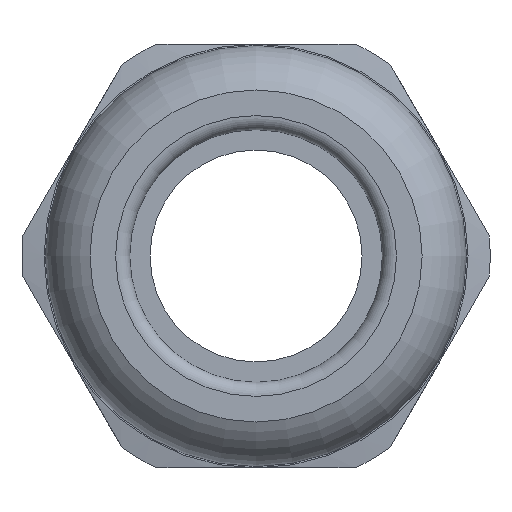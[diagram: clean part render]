
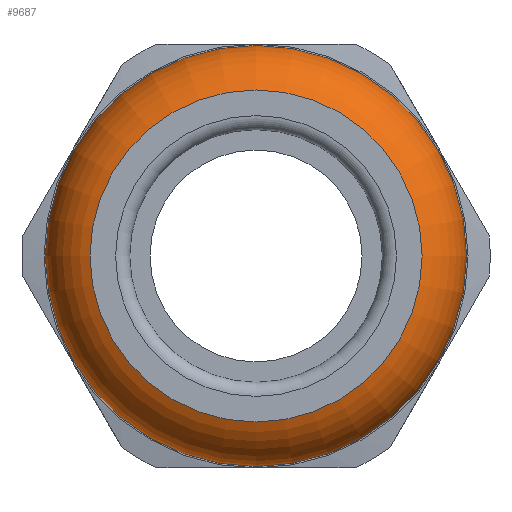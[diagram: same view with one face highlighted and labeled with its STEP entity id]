
A CAD part, left-side view. The second image highlights one B-rep face of the part: STEP entity #9687.
In plain terms, the highlighted toroidal (fillet/blend) face has major radius 7.93 mm and minor radius 4 mm.
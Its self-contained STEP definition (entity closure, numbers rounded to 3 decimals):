
#62=TOROIDAL_SURFACE('',#10580,7.93,4.);
#2554=FACE_BOUND('',#3639,.T.);
#3063=FACE_OUTER_BOUND('',#3638,.T.);
#3638=EDGE_LOOP('',(#9019));
#3639=EDGE_LOOP('',(#9020));
#4009=CIRCLE('',#10535,9.4);
#4032=CIRCLE('',#10581,11.9);
#4932=VERTEX_POINT('',#16405);
#4969=VERTEX_POINT('',#16572);
#6295=EDGE_CURVE('',#4932,#4932,#4009,.T.);
#6354=EDGE_CURVE('',#4969,#4969,#4032,.T.);
#9019=ORIENTED_EDGE('',*,*,#6354,.F.);
#9020=ORIENTED_EDGE('',*,*,#6295,.T.);
#9687=ADVANCED_FACE('',(#3063,#2554),#62,.T.);
#10535=AXIS2_PLACEMENT_3D('',#16406,#13140,#13141);
#10580=AXIS2_PLACEMENT_3D('',#16571,#13242,#13243);
#10581=AXIS2_PLACEMENT_3D('',#16573,#13244,#13245);
#13140=DIRECTION('center_axis',(1.,0.,0.));
#13141=DIRECTION('ref_axis',(0.,0.,-1.));
#13242=DIRECTION('center_axis',(1.,0.,0.));
#13243=DIRECTION('ref_axis',(0.,0.,-1.));
#13244=DIRECTION('center_axis',(1.,0.,0.));
#13245=DIRECTION('ref_axis',(0.,0.,-1.));
#16405=CARTESIAN_POINT('',(0.,9.4,0.));
#16406=CARTESIAN_POINT('Origin',(0.,0.,0.));
#16571=CARTESIAN_POINT('Origin',(3.72,0.,0.));
#16572=CARTESIAN_POINT('',(4.209,11.9,0.));
#16573=CARTESIAN_POINT('Origin',(4.209,0.,0.));
